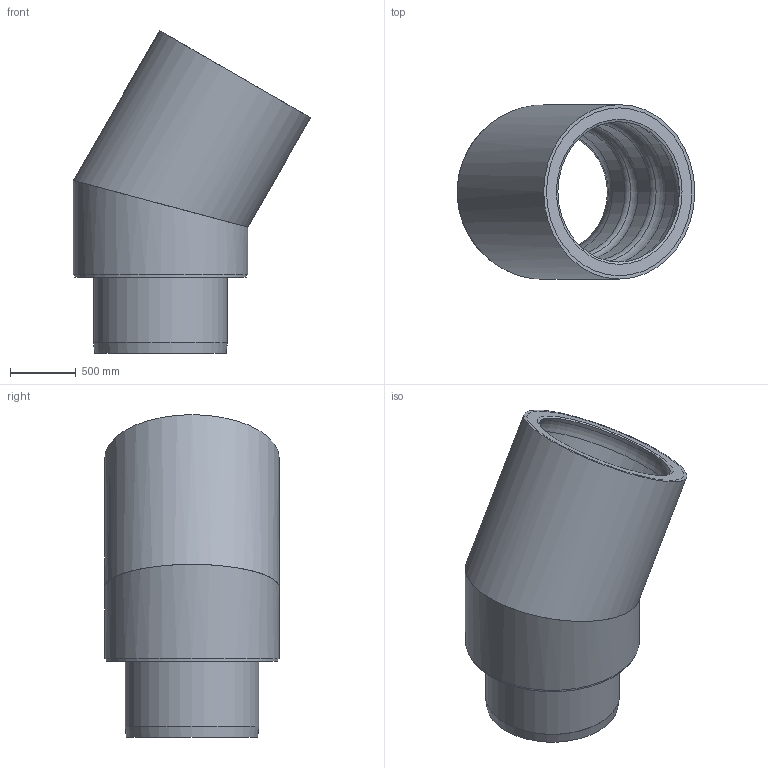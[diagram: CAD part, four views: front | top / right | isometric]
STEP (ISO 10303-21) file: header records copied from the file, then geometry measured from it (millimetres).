
FILE_DESCRIPTION(/* description */ (''),/* implementation_level */ '2;1');
FILE_NAME(/* name */ '58033.100X_3D.stp',/* time_stamp */ '2026-03-31T10:59:03+02:00',/* author */ ('c.rudolph'),/* organization */ (''),/* preprocessor_version */ 'ST-DEVELOPER v20.1',/* originating_system */ 'AutoCAD Mechanical',/* authorisation */ '');
FILE_SCHEMA (('AUTOMOTIVE_DESIGN { 1 0 10303 214 3 1 1 }'));
Length unit declared in the file: centimetre
Products named in the file (2): Product; *S0
Assembly tree (1 placements, depth 2):
  Product
    *S0
Bounding box: 1810.91 x 1330 x 2459.77 mm (x, y, z)
Volume: 966400031.6 mm3; surface area: 45302279.6 mm2
Topology: 7 solids, 7 shells, 100 faces, 244 edges, 161 vertices
Faces by surface type: cylinder 35, plane 23, torus 22, cone 20
Full cylindrical faces by diameter (mm): 100 x2, 980 x2, 1020 x5, 1060 x1, 1100 x2, 1140 x1, 1180 x3, 1280 x6, 1310 x1, 1330 x2
Entity records: 3931 total; most frequent: CARTESIAN_POINT 1371, DIRECTION 580, ORIENTED_EDGE 482, AXIS2_PLACEMENT_3D 263, EDGE_CURVE 241, VERTEX_POINT 155, CIRCLE 154, EDGE_LOOP 122
